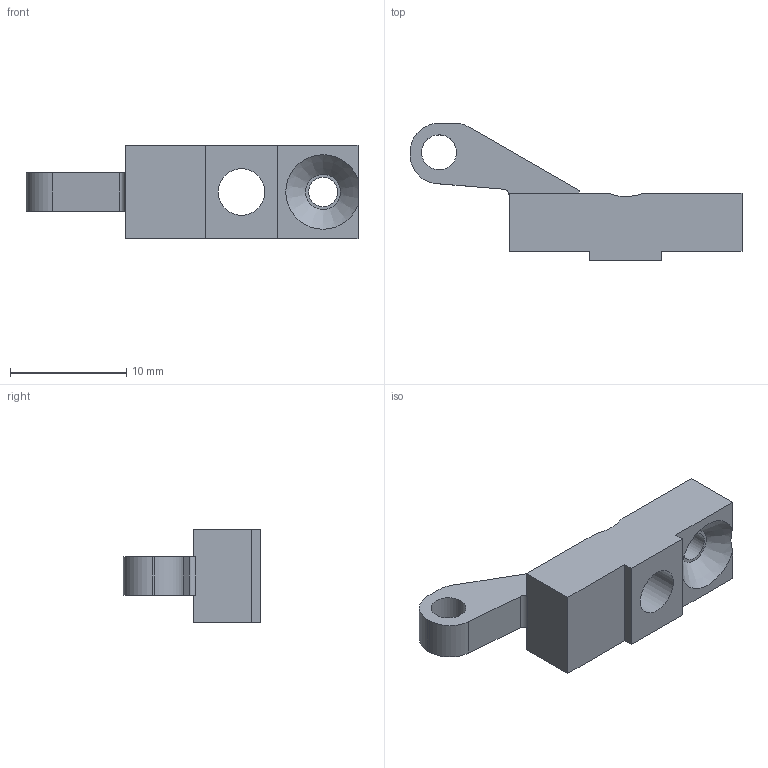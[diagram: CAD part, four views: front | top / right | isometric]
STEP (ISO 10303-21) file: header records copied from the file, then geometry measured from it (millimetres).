
FILE_DESCRIPTION( ( 'STEP AP203' ), '1' );
FILE_NAME( ' ', ' ', ( ' ' ), ( ' ' ), 'PSStep 10.0', ' ', ' ' );
FILE_SCHEMA( ( 'CONFIG_CONTROL_DESIGN' ) );
Length unit declared in the file: millimetre
Products named in the file (1): 1
Bounding box: 28.5 x 11.8 x 8 mm (x, y, z)
Volume: 816.1 mm3; surface area: 874.7 mm2
Topology: 1 solids, 1 shells, 29 faces, 84 edges, 56 vertices
Faces by surface type: plane 19, cylinder 8, cone 2
Full cylindrical faces by diameter (mm): 2.5 x1, 3 x1, 4 x1
Entity records: 962 total; most frequent: CARTESIAN_POINT 178, DIRECTION 150, ORIENTED_EDGE 150, EDGE_CURVE 75, VERTEX_POINT 52, AXIS2_PLACEMENT_3D 50, LINE 50, VECTOR 50
